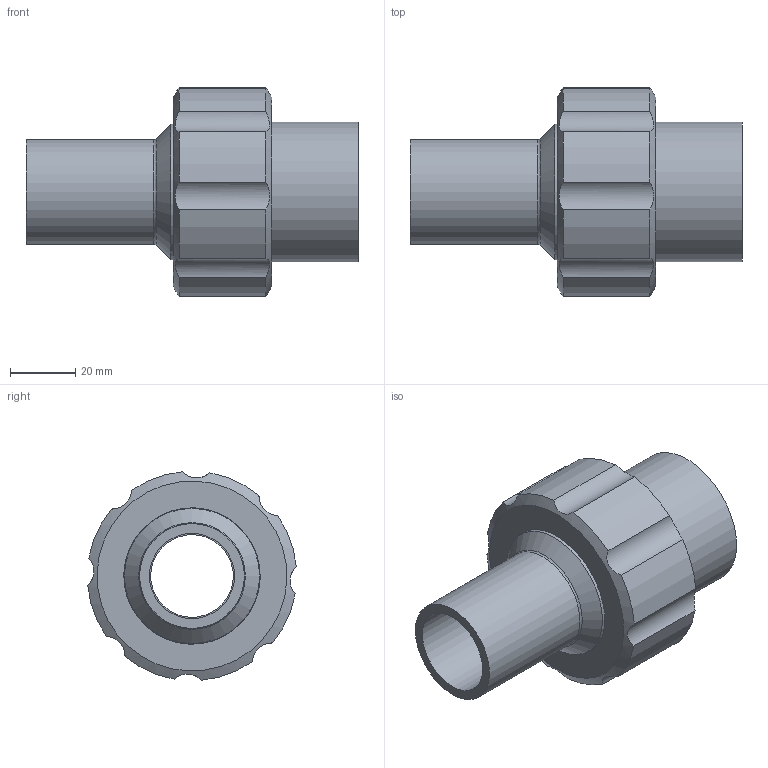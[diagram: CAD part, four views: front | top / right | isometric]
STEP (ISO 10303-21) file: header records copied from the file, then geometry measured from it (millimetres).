
FILE_DESCRIPTION (( 'STEP AP203' ), '1' );
FILE_NAME ('581226010.STEP', '2017-07-28T18:39:35', ( '' ), ( '' ), 'SwSTEP 2.0', 'SolidWorks 2017', '' );
FILE_SCHEMA (( 'CONFIG_CONTROL_DESIGN' ));
Length unit declared in the file: inch
Products named in the file (1): 581226010
Bounding box: 101.4 x 63.73 x 63.73 mm (x, y, z)
Volume: 105744.7 mm3; surface area: 39334.5 mm2
Topology: 3 solids, 3 shells, 47 faces, 102 edges, 67 vertices
Faces by surface type: cylinder 27, plane 12, cone 6, bspline 1, torus 1
Full cylindrical faces by diameter (mm): 25.222 x1, 26 x1, 30.48 x1, 32 x1, 39.116 x1, 41.3 x1, 41.7 x1, 42.748 x1, 44.5 x1, 44.9 x1, 47.803 x1
Entity records: 1608 total; most frequent: CARTESIAN_POINT 587, DIRECTION 202, ORIENTED_EDGE 156, AXIS2_PLACEMENT_3D 93, EDGE_LOOP 78, EDGE_CURVE 78, VERTEX_POINT 62, FACE_OUTER_BOUND 60
